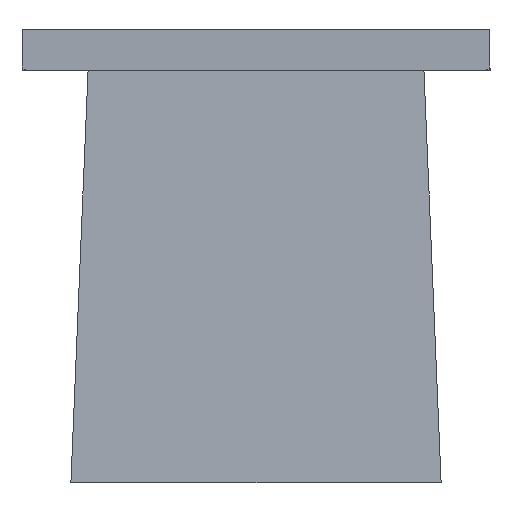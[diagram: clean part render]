
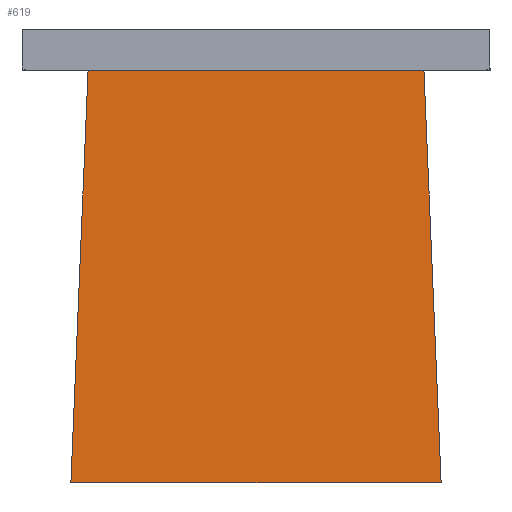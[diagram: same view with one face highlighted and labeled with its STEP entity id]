
A CAD part, front view. The second image highlights one B-rep face of the part: STEP entity #619.
In plain terms, the highlighted planar face has unit normal (0, -0.999, 0.042).
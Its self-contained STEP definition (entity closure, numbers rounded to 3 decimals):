
#21 = EDGE_CURVE ( 'NONE', #747, #684, #779, .T. ) ;
#64 = VECTOR ( 'NONE', #296, 1000. ) ;
#73 = VECTOR ( 'NONE', #407, 1000. ) ;
#102 = LINE ( 'NONE', #293, #73 ) ;
#123 = FACE_OUTER_BOUND ( 'NONE', #832, .T. ) ;
#128 = VECTOR ( 'NONE', #285, 1000. ) ;
#147 = LINE ( 'NONE', #386, #64 ) ;
#156 = LINE ( 'NONE', #381, #128 ) ;
#220 = AXIS2_PLACEMENT_3D ( 'NONE', #461, #557, #481 ) ;
#264 = EDGE_CURVE ( 'NONE', #727, #745, #147, .T. ) ;
#266 = EDGE_CURVE ( 'NONE', #727, #747, #102, .T. ) ;
#268 = EDGE_CURVE ( 'NONE', #684, #745, #156, .T. ) ;
#285 = DIRECTION ( 'NONE',  ( -1., 0., 0. ) ) ;
#293 = CARTESIAN_POINT ( 'NONE',  ( -12.25, -22.25, 0. ) ) ;
#295 = CARTESIAN_POINT ( 'NONE',  ( 12.25, -22.25, 0. ) ) ;
#296 = DIRECTION ( 'NONE',  ( 0.042, 0.042, 0.998 ) ) ;
#301 = DIRECTION ( 'NONE',  ( -0.042, 0.042, 0.998 ) ) ;
#381 = CARTESIAN_POINT ( 'NONE',  ( 11., -21.106, 27.461 ) ) ;
#386 = CARTESIAN_POINT ( 'NONE',  ( -12.25, -22.25, 0. ) ) ;
#407 = DIRECTION ( 'NONE',  ( 1., 0., 0. ) ) ;
#461 = CARTESIAN_POINT ( 'NONE',  ( 11., -21., 30. ) ) ;
#481 = DIRECTION ( 'NONE',  ( 0., 0.042, 0.999 ) ) ;
#500 = CARTESIAN_POINT ( 'NONE',  ( -11.106, -21.106, 27.461 ) ) ;
#505 = CARTESIAN_POINT ( 'NONE',  ( 12.25, -22.25, 0. ) ) ;
#545 = CARTESIAN_POINT ( 'NONE',  ( 11.106, -21.106, 27.461 ) ) ;
#554 = PLANE ( 'NONE',  #220 ) ;
#557 = DIRECTION ( 'NONE',  ( 0., 0.999, -0.042 ) ) ;
#584 = CARTESIAN_POINT ( 'NONE',  ( -12.25, -22.25, 0. ) ) ;
#619 = ADVANCED_FACE ( 'NONE', ( #123 ), #554, .F. ) ;
#641 = ORIENTED_EDGE ( 'NONE', *, *, #268, .T. ) ;
#664 = ORIENTED_EDGE ( 'NONE', *, *, #266, .T. ) ;
#684 = VERTEX_POINT ( 'NONE', #545 ) ;
#716 = ORIENTED_EDGE ( 'NONE', *, *, #21, .T. ) ;
#727 = VERTEX_POINT ( 'NONE', #584 ) ;
#745 = VERTEX_POINT ( 'NONE', #500 ) ;
#747 = VERTEX_POINT ( 'NONE', #505 ) ;
#779 = LINE ( 'NONE', #295, #834 ) ;
#832 = EDGE_LOOP ( 'NONE', ( #716, #641, #845, #664 ) ) ;
#834 = VECTOR ( 'NONE', #301, 1000. ) ;
#845 = ORIENTED_EDGE ( 'NONE', *, *, #264, .F. ) ;
